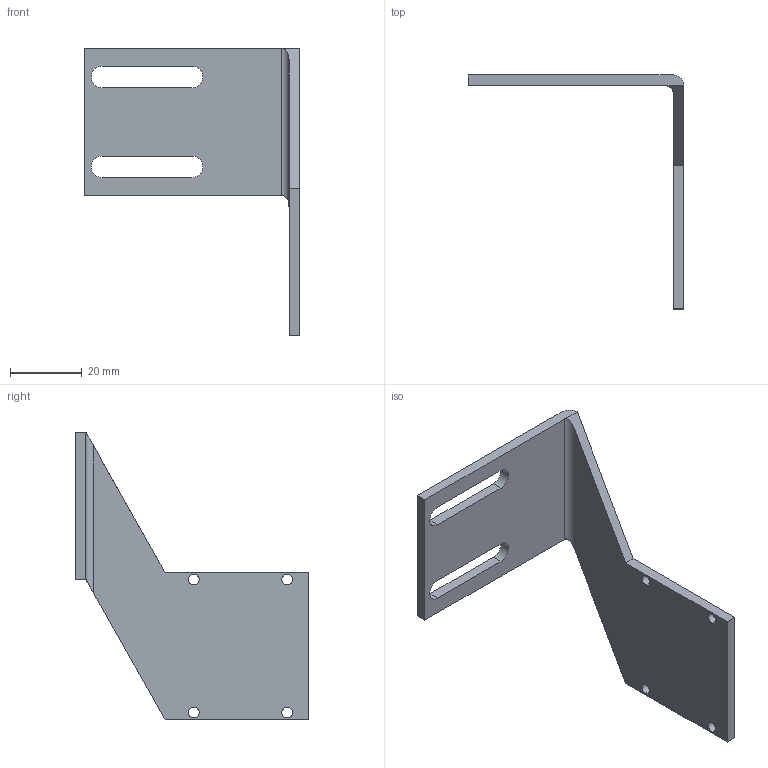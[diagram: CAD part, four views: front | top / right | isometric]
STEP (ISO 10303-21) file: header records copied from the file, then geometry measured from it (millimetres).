
FILE_DESCRIPTION (( 'STEP AP203' ), '1' );
FILE_NAME ('Equerre 2 fixation IS2000.STEP', '2021-06-16T17:06:46', ( '' ), ( '' ), 'SwSTEP 2.0', 'SolidWorks 2016', '' );
FILE_SCHEMA (( 'CONFIG_CONTROL_DESIGN' ));
Length unit declared in the file: millimetre
Products named in the file (1): Equerre 2 fixation IS2000
Bounding box: 60 x 65 x 80 mm (x, y, z)
Volume: 13807.5 mm3; surface area: 10786.9 mm2
Topology: 1 solids, 1 shells, 32 faces, 86 edges, 56 vertices
Faces by surface type: cylinder 16, plane 16
Entity records: 1109 total; most frequent: CARTESIAN_POINT 181, DIRECTION 180, ORIENTED_EDGE 172, EDGE_CURVE 86, AXIS2_PLACEMENT_3D 63, VERTEX_POINT 56, VECTOR 54, LINE 54
